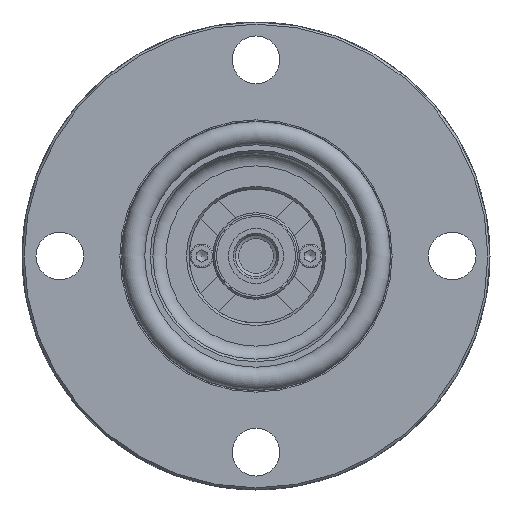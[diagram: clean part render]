
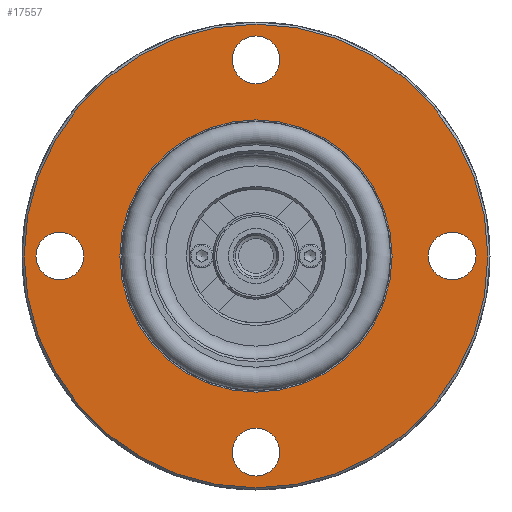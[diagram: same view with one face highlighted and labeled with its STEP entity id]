
A CAD part, left-side view. The second image highlights one B-rep face of the part: STEP entity #17557.
In plain terms, the highlighted planar face has unit normal (-1, 0, 0).
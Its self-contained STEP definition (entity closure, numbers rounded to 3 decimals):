
#786=PLANE('',#18823);
#1024=FACE_BOUND('',#6407,.T.);
#1025=FACE_BOUND('',#6408,.T.);
#1026=FACE_BOUND('',#6409,.T.);
#1027=FACE_BOUND('',#6410,.T.);
#1028=FACE_BOUND('',#6411,.T.);
#5318=FACE_OUTER_BOUND('',#6406,.T.);
#6406=EDGE_LOOP('',(#16289));
#6407=EDGE_LOOP('',(#16290,#16291));
#6408=EDGE_LOOP('',(#16292,#16293));
#6409=EDGE_LOOP('',(#16294,#16295));
#6410=EDGE_LOOP('',(#16296,#16297));
#6411=EDGE_LOOP('',(#16298,#16299));
#7022=CIRCLE('',#18738,31.4);
#7023=CIRCLE('',#18739,31.4);
#7042=CIRCLE('',#18764,5.5);
#7043=CIRCLE('',#18765,5.5);
#7051=CIRCLE('',#18779,5.5);
#7052=CIRCLE('',#18780,5.5);
#7057=CIRCLE('',#18790,5.5);
#7058=CIRCLE('',#18791,5.5);
#7062=CIRCLE('',#18800,5.5);
#7063=CIRCLE('',#18801,5.5);
#7075=CIRCLE('',#18824,53.475);
#8709=VERTEX_POINT('',#124436);
#8710=VERTEX_POINT('',#124437);
#8726=VERTEX_POINT('',#124481);
#8727=VERTEX_POINT('',#124482);
#8750=VERTEX_POINT('',#124678);
#8751=VERTEX_POINT('',#124679);
#8758=VERTEX_POINT('',#124704);
#8759=VERTEX_POINT('',#124705);
#8765=VERTEX_POINT('',#124728);
#8766=VERTEX_POINT('',#124729);
#8780=VERTEX_POINT('',#124778);
#11213=EDGE_CURVE('',#8709,#8710,#7022,.T.);
#11214=EDGE_CURVE('',#8710,#8709,#7023,.T.);
#11235=EDGE_CURVE('',#8726,#8727,#7042,.T.);
#11236=EDGE_CURVE('',#8727,#8726,#7043,.T.);
#11265=EDGE_CURVE('',#8750,#8751,#7051,.T.);
#11266=EDGE_CURVE('',#8751,#8750,#7052,.T.);
#11278=EDGE_CURVE('',#8758,#8759,#7057,.T.);
#11279=EDGE_CURVE('',#8759,#8758,#7058,.T.);
#11290=EDGE_CURVE('',#8765,#8766,#7062,.T.);
#11291=EDGE_CURVE('',#8766,#8765,#7063,.T.);
#11314=EDGE_CURVE('',#8780,#8780,#7075,.T.);
#16289=ORIENTED_EDGE('',*,*,#11314,.F.);
#16290=ORIENTED_EDGE('',*,*,#11213,.T.);
#16291=ORIENTED_EDGE('',*,*,#11214,.T.);
#16292=ORIENTED_EDGE('',*,*,#11235,.T.);
#16293=ORIENTED_EDGE('',*,*,#11236,.T.);
#16294=ORIENTED_EDGE('',*,*,#11265,.T.);
#16295=ORIENTED_EDGE('',*,*,#11266,.T.);
#16296=ORIENTED_EDGE('',*,*,#11278,.T.);
#16297=ORIENTED_EDGE('',*,*,#11279,.T.);
#16298=ORIENTED_EDGE('',*,*,#11290,.T.);
#16299=ORIENTED_EDGE('',*,*,#11291,.T.);
#17557=ADVANCED_FACE('',(#5318,#1024,#1025,#1026,#1027,#1028),#786,.T.);
#18738=AXIS2_PLACEMENT_3D('',#124438,#22111,#22112);
#18739=AXIS2_PLACEMENT_3D('',#124439,#22113,#22114);
#18764=AXIS2_PLACEMENT_3D('',#124483,#22165,#22166);
#18765=AXIS2_PLACEMENT_3D('',#124484,#22167,#22168);
#18779=AXIS2_PLACEMENT_3D('',#124680,#22203,#22204);
#18780=AXIS2_PLACEMENT_3D('',#124681,#22205,#22206);
#18790=AXIS2_PLACEMENT_3D('',#124706,#22232,#22233);
#18791=AXIS2_PLACEMENT_3D('',#124707,#22234,#22235);
#18800=AXIS2_PLACEMENT_3D('',#124730,#22259,#22260);
#18801=AXIS2_PLACEMENT_3D('',#124731,#22261,#22262);
#18823=AXIS2_PLACEMENT_3D('',#124777,#22316,#22317);
#18824=AXIS2_PLACEMENT_3D('',#124779,#22318,#22319);
#22111=DIRECTION('center_axis',(1.,0.,0.));
#22112=DIRECTION('ref_axis',(0.,1.,0.));
#22113=DIRECTION('center_axis',(1.,0.,0.));
#22114=DIRECTION('ref_axis',(0.,1.,0.));
#22165=DIRECTION('center_axis',(1.,0.,0.));
#22166=DIRECTION('ref_axis',(0.,1.,0.));
#22167=DIRECTION('center_axis',(1.,0.,0.));
#22168=DIRECTION('ref_axis',(0.,1.,0.));
#22203=DIRECTION('center_axis',(1.,0.,0.));
#22204=DIRECTION('ref_axis',(0.,0.,1.));
#22205=DIRECTION('center_axis',(1.,0.,0.));
#22206=DIRECTION('ref_axis',(0.,0.,1.));
#22232=DIRECTION('center_axis',(1.,0.,0.));
#22233=DIRECTION('ref_axis',(0.,-1.,0.));
#22234=DIRECTION('center_axis',(1.,0.,0.));
#22235=DIRECTION('ref_axis',(0.,-1.,0.));
#22259=DIRECTION('center_axis',(1.,0.,0.));
#22260=DIRECTION('ref_axis',(0.,0.,-1.));
#22261=DIRECTION('center_axis',(1.,0.,0.));
#22262=DIRECTION('ref_axis',(0.,0.,-1.));
#22316=DIRECTION('center_axis',(-1.,0.,0.));
#22317=DIRECTION('ref_axis',(0.,0.,1.));
#22318=DIRECTION('center_axis',(1.,0.,0.));
#22319=DIRECTION('ref_axis',(0.,-1.,0.));
#124436=CARTESIAN_POINT('',(-20.8,31.4,0.));
#124437=CARTESIAN_POINT('',(-20.8,-31.4,0.));
#124438=CARTESIAN_POINT('Origin',(-20.8,0.,0.));
#124439=CARTESIAN_POINT('Origin',(-20.8,0.,0.));
#124481=CARTESIAN_POINT('',(-20.8,5.5,45.25));
#124482=CARTESIAN_POINT('',(-20.8,-5.5,45.25));
#124483=CARTESIAN_POINT('Origin',(-20.8,0.,45.25));
#124484=CARTESIAN_POINT('Origin',(-20.8,0.,45.25));
#124678=CARTESIAN_POINT('',(-20.8,-45.25,5.5));
#124679=CARTESIAN_POINT('',(-20.8,-45.25,-5.5));
#124680=CARTESIAN_POINT('Origin',(-20.8,-45.25,0.));
#124681=CARTESIAN_POINT('Origin',(-20.8,-45.25,0.));
#124704=CARTESIAN_POINT('',(-20.8,-5.5,-45.25));
#124705=CARTESIAN_POINT('',(-20.8,5.5,-45.25));
#124706=CARTESIAN_POINT('Origin',(-20.8,0.,-45.25));
#124707=CARTESIAN_POINT('Origin',(-20.8,0.,-45.25));
#124728=CARTESIAN_POINT('',(-20.8,45.25,-5.5));
#124729=CARTESIAN_POINT('',(-20.8,45.25,5.5));
#124730=CARTESIAN_POINT('Origin',(-20.8,45.25,0.));
#124731=CARTESIAN_POINT('Origin',(-20.8,45.25,0.));
#124777=CARTESIAN_POINT('Origin',(-20.8,42.688,0.));
#124778=CARTESIAN_POINT('',(-20.8,53.475,0.));
#124779=CARTESIAN_POINT('Origin',(-20.8,0.,0.));
